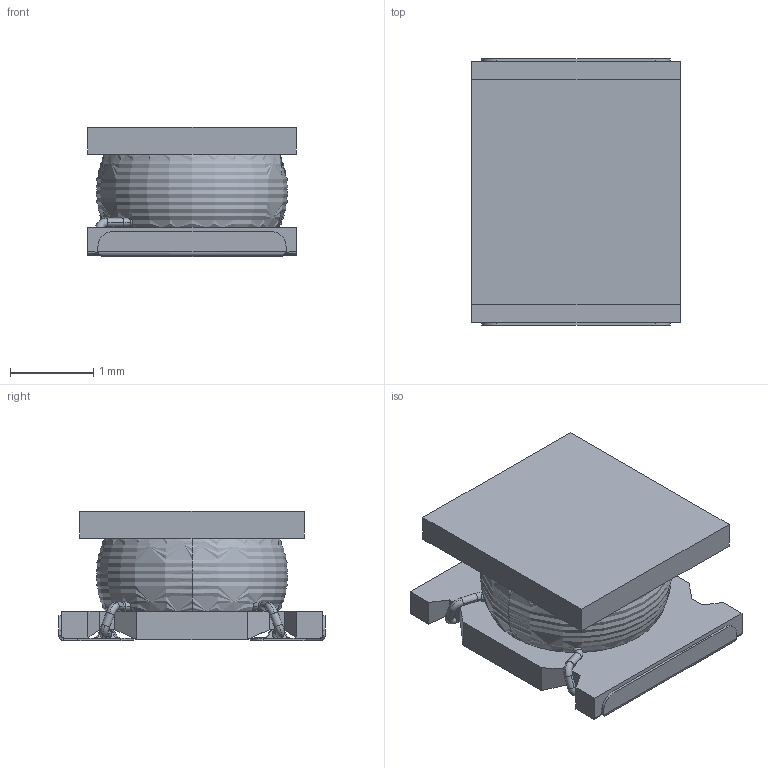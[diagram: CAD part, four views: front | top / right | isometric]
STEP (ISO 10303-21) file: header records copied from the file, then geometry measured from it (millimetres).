
FILE_DESCRIPTION(('FreeCAD Model'),'2;1');
FILE_NAME('LQH32PN.step','2016-11-16T00:01:06',( 'Author'),(''),'Open CASCADE STEP processor 6.8','FreeCAD','Unknown' );
FILE_SCHEMA(('AUTOMOTIVE_DESIGN_CC2 { 1 2 10303 214 -1 1 5 4 }'));
Length unit declared in the file: millimetre
Products named in the file (2): ASSEMBLY; LQH32PN
Assembly tree (1 placements, depth 2):
  ASSEMBLY
    LQH32PN
Bounding box: 2.5 x 3.2 x 1.55 mm (x, y, z)
Volume: 8.1 mm3; surface area: 40.5 mm2
Topology: 1 solids, 1 shells, 182 faces, 492 edges, 306 vertices
Faces by surface type: plane 74, cylinder 49, bspline 45, torus 14
Entity records: 27824 total; most frequent: CARTESIAN_POINT 18229, DIRECTION 1062, ORIENTED_EDGE 984, PCURVE 984, DEFINITIONAL_REPRESENTATION 984, B_SPLINE_CURVE_WITH_KNOTS 739, LINE 600, VECTOR 600
